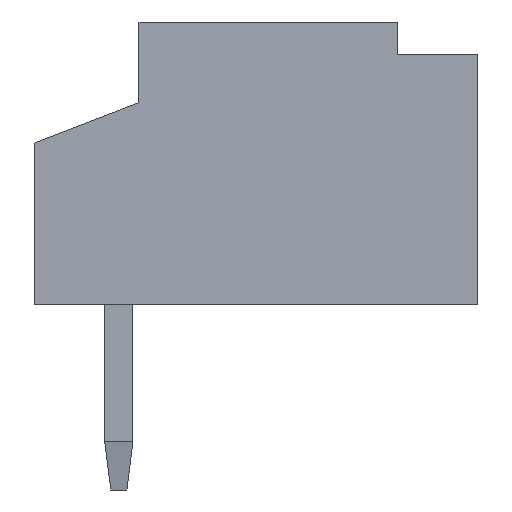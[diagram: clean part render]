
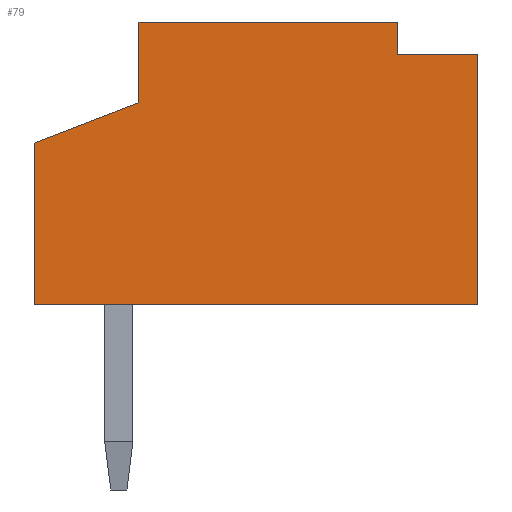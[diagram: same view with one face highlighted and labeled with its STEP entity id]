
A CAD part, left-side view. The second image highlights one B-rep face of the part: STEP entity #79.
In plain terms, the highlighted planar face has unit normal (-1, 0, 0).
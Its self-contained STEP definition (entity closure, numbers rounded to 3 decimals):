
#79=ADVANCED_FACE('',(#345),#215,.F.);
#215=PLANE('',#2623);
#345=FACE_OUTER_BOUND('',#490,.T.);
#490=EDGE_LOOP('',(#796,#797,#798,#799,#800,#801,#802,#803));
#796=ORIENTED_EDGE('',*,*,#1684,.F.);
#797=ORIENTED_EDGE('',*,*,#1692,.F.);
#798=ORIENTED_EDGE('',*,*,#1704,.F.);
#799=ORIENTED_EDGE('',*,*,#1657,.F.);
#800=ORIENTED_EDGE('',*,*,#1566,.F.);
#801=ORIENTED_EDGE('',*,*,#1674,.F.);
#802=ORIENTED_EDGE('',*,*,#1671,.F.);
#803=ORIENTED_EDGE('',*,*,#1668,.F.);
#1336=VERTEX_POINT('',#3416);
#1337=VERTEX_POINT('',#3418);
#1421=VERTEX_POINT('',#3598);
#1430=VERTEX_POINT('',#3619);
#1431=VERTEX_POINT('',#3621);
#1433=VERTEX_POINT('',#3627);
#1443=VERTEX_POINT('',#3651);
#1448=VERTEX_POINT('',#3665);
#1566=EDGE_CURVE('',#1336,#1337,#1922,.T.);
#1657=EDGE_CURVE('',#1337,#1421,#2013,.T.);
#1668=EDGE_CURVE('',#1430,#1431,#2024,.T.);
#1671=EDGE_CURVE('',#1431,#1433,#2027,.T.);
#1674=EDGE_CURVE('',#1433,#1336,#2030,.T.);
#1684=EDGE_CURVE('',#1443,#1430,#2040,.T.);
#1692=EDGE_CURVE('',#1448,#1443,#2048,.T.);
#1704=EDGE_CURVE('',#1421,#1448,#2060,.T.);
#1922=LINE('',#3417,#2270);
#2013=LINE('',#3597,#2361);
#2024=LINE('',#3620,#2372);
#2027=LINE('',#3626,#2375);
#2030=LINE('',#3631,#2378);
#2040=LINE('',#3652,#2388);
#2048=LINE('',#3666,#2396);
#2060=LINE('',#3688,#2408);
#2270=VECTOR('',#2765,1.);
#2361=VECTOR('',#2866,1.);
#2372=VECTOR('',#2881,1.);
#2375=VECTOR('',#2886,1.);
#2378=VECTOR('',#2891,1.);
#2388=VECTOR('',#2903,1.);
#2396=VECTOR('',#2913,1.);
#2408=VECTOR('',#2933,1.);
#2623=AXIS2_PLACEMENT_3D('',#3696,#2943,#2944);
#2765=DIRECTION('',(0.,0.,1.));
#2866=DIRECTION('',(0.,-1.,0.));
#2881=DIRECTION('',(0.,1.,0.));
#2886=DIRECTION('',(0.,0.,1.));
#2891=DIRECTION('',(0.,-0.933,0.359));
#2903=DIRECTION('',(0.,0.,-1.));
#2913=DIRECTION('',(0.,-1.,0.));
#2933=DIRECTION('',(0.,0.,-1.));
#2943=DIRECTION('',(1.,0.,0.));
#2944=DIRECTION('',(0.,0.,-1.));
#3416=CARTESIAN_POINT('',(-3.375,5.2,2.2));
#3417=CARTESIAN_POINT('',(-3.375,5.2,2.2));
#3418=CARTESIAN_POINT('',(-3.375,5.2,3.2));
#3597=CARTESIAN_POINT('',(-3.375,5.2,3.2));
#3598=CARTESIAN_POINT('',(-3.375,2.,3.2));
#3619=CARTESIAN_POINT('',(-3.375,1.,-0.3));
#3620=CARTESIAN_POINT('',(-3.375,1.,-0.3));
#3621=CARTESIAN_POINT('',(-3.375,6.5,-0.3));
#3626=CARTESIAN_POINT('',(-3.375,6.5,-0.3));
#3627=CARTESIAN_POINT('',(-3.375,6.5,1.7));
#3631=CARTESIAN_POINT('',(-3.375,6.5,1.7));
#3651=CARTESIAN_POINT('',(-3.375,1.,2.8));
#3652=CARTESIAN_POINT('',(-3.375,1.,2.8));
#3665=CARTESIAN_POINT('',(-3.375,2.,2.8));
#3666=CARTESIAN_POINT('',(-3.375,2.,2.8));
#3688=CARTESIAN_POINT('',(-3.375,2.,3.2));
#3696=CARTESIAN_POINT('',(-3.375,0.,0.));
